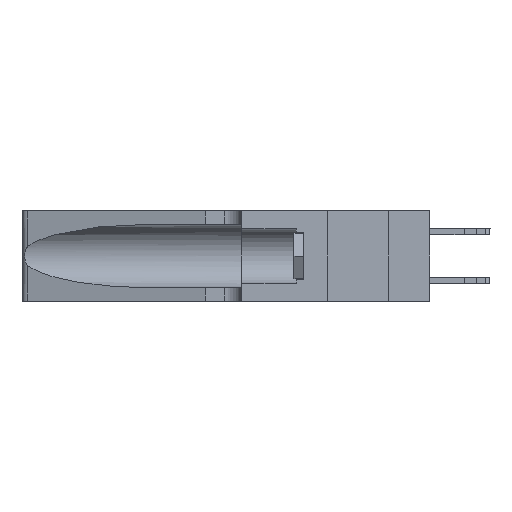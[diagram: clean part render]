
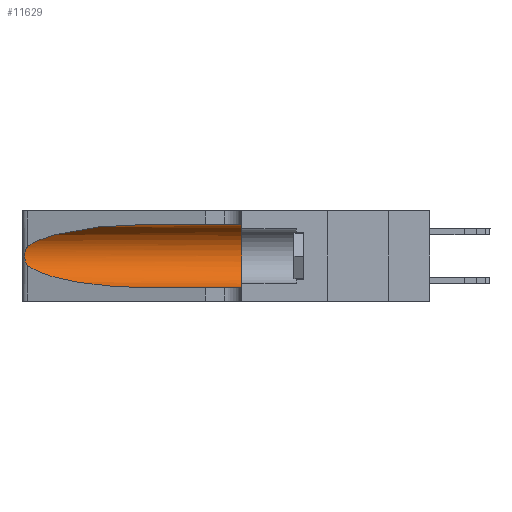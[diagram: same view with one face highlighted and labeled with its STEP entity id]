
A CAD part, left-side view. The second image highlights one B-rep face of the part: STEP entity #11629.
In plain terms, the highlighted cylindrical face has radius 3.308 mm (diameter 6.617 mm), a partial arc.
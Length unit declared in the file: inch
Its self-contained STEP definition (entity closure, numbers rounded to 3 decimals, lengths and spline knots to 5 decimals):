
#17 = EDGE_CURVE ( 'NONE', #20540, #14828, #21361, .T. ) ;
#236 = CARTESIAN_POINT ( 'NONE',  ( 0.25854, 1.2359, 0.20912 ) ) ;
#312 = CARTESIAN_POINT ( 'NONE',  ( 0.26075, 1.23896, 0.178 ) ) ;
#1323 = DIRECTION ( 'NONE',  ( 0., 0., -1. ) ) ;
#1568 = CYLINDRICAL_SURFACE ( 'NONE', #2656, 0.13025 ) ;
#1951 = EDGE_CURVE ( 'NONE', #17317, #6318, #3478, .T. ) ;
#2037 = CARTESIAN_POINT ( 'NONE',  ( 0.25856, 1.23593, 0.16098 ) ) ;
#2656 = AXIS2_PLACEMENT_3D ( 'NONE', #5766, #8898, #1323 ) ;
#2856 = CARTESIAN_POINT ( 'NONE',  ( 0.2373, 1.15595, 0.08982 ) ) ;
#3478 = B_SPLINE_CURVE_WITH_KNOTS ( 'NONE', 3,
 ( #13598, #5202, #16815, #8516, #236, #8446, #10278, #312, #11932, #2037, #10349, #3660, #15290, #20413 ),
 .UNSPECIFIED., .F., .F.,
 ( 4, 2, 2, 2, 2, 2, 4 ),
 ( 0., 0.00027, 0.00053, 0.00107, 0.0016, 0.00187, 0.00214 ),
 .UNSPECIFIED. ) ;
#3660 = CARTESIAN_POINT ( 'NONE',  ( 0.25639, 1.23186, 0.15144 ) ) ;
#3736 =( BOUNDED_CURVE ( )  B_SPLINE_CURVE ( 3, ( #9181, #13969, #17178, #7223 ),
 .UNSPECIFIED., .F., .F. ) 
 B_SPLINE_CURVE_WITH_KNOTS ( ( 4, 4 ),
 ( 1.5708, 2.84003 ),
 .UNSPECIFIED. ) 
 CURVE ( )  GEOMETRIC_REPRESENTATION_ITEM ( )  RATIONAL_B_SPLINE_CURVE ( ( 1., 0.87, 0.87, 1. ) ) 
 REPRESENTATION_ITEM ( '' )  );
#4337 = LINE ( 'NONE', #13767, #7982 ) ;
#4917 = FACE_OUTER_BOUND ( 'NONE', #20459, .T. ) ;
#5202 = CARTESIAN_POINT ( 'NONE',  ( 0.25555, 1.22994, 0.2215 ) ) ;
#5256 = ORIENTED_EDGE ( 'NONE', *, *, #5828, .F. ) ;
#5766 = CARTESIAN_POINT ( 'NONE',  ( 0.1305, 1.61858, 0.185 ) ) ;
#5828 = EDGE_CURVE ( 'NONE', #14828, #10061, #15896, .T. ) ;
#6318 = VERTEX_POINT ( 'NONE', #9642 ) ;
#6337 = CARTESIAN_POINT ( 'NONE',  ( 0.1305, 0.72297, 0.05475 ) ) ;
#6387 = CARTESIAN_POINT ( 'NONE',  ( 0.18966, 0.96281, 0.05475 ) ) ;
#6911 = EDGE_CURVE ( 'NONE', #6318, #17730, #19215, .T. ) ;
#7223 = CARTESIAN_POINT ( 'NONE',  ( 0.25487, 1.22718, 0.22369 ) ) ;
#7781 = CARTESIAN_POINT ( 'NONE',  ( 0.1305, 0.35, 0.05475 ) ) ;
#7907 = AXIS2_PLACEMENT_3D ( 'NONE', #18665, #11139, #12710 ) ;
#7982 = VECTOR ( 'NONE', #15601, 39.37008 ) ;
#8446 = CARTESIAN_POINT ( 'NONE',  ( 0.26018, 1.23835, 0.19895 ) ) ;
#8516 = CARTESIAN_POINT ( 'NONE',  ( 0.25787, 1.23484, 0.2124 ) ) ;
#8898 = DIRECTION ( 'NONE',  ( 0., -1., 0. ) ) ;
#9057 = CARTESIAN_POINT ( 'NONE',  ( 0.1305, 0.72297, 0.31525 ) ) ;
#9181 = CARTESIAN_POINT ( 'NONE',  ( 0.1305, 0.72297, 0.31525 ) ) ;
#9527 = CARTESIAN_POINT ( 'NONE',  ( 0.1305, 0.72297, 0.05475 ) ) ;
#9642 = CARTESIAN_POINT ( 'NONE',  ( 0.25487, 1.22718, 0.14631 ) ) ;
#9801 = DIRECTION ( 'NONE',  ( 0., -1., 0. ) ) ;
#9892 = ORIENTED_EDGE ( 'NONE', *, *, #6911, .T. ) ;
#10061 = VERTEX_POINT ( 'NONE', #7781 ) ;
#10080 = ORIENTED_EDGE ( 'NONE', *, *, #17, .F. ) ;
#10278 = CARTESIAN_POINT ( 'NONE',  ( 0.26075, 1.23896, 0.19203 ) ) ;
#10349 = CARTESIAN_POINT ( 'NONE',  ( 0.25789, 1.23486, 0.15765 ) ) ;
#10882 = ORIENTED_EDGE ( 'NONE', *, *, #15956, .T. ) ;
#11085 = ORIENTED_EDGE ( 'NONE', *, *, #12620, .T. ) ;
#11139 = DIRECTION ( 'NONE',  ( 0., 1., 0. ) ) ;
#11629 = ADVANCED_FACE ( 'NONE', ( #4917 ), #1568, .F. ) ;
#11932 = CARTESIAN_POINT ( 'NONE',  ( 0.26017, 1.23833, 0.17102 ) ) ;
#12620 = EDGE_CURVE ( 'NONE', #17730, #10061, #4337, .T. ) ;
#12710 = DIRECTION ( 'NONE',  ( 0., 0., 1. ) ) ;
#12912 = CARTESIAN_POINT ( 'NONE',  ( 0.25487, 1.22718, 0.14631 ) ) ;
#13204 = CARTESIAN_POINT ( 'NONE',  ( 0.1305, 0.35, 0.31525 ) ) ;
#13598 = CARTESIAN_POINT ( 'NONE',  ( 0.25487, 1.22718, 0.22369 ) ) ;
#13767 = CARTESIAN_POINT ( 'NONE',  ( 0.1305, 1.61858, 0.05475 ) ) ;
#13969 = CARTESIAN_POINT ( 'NONE',  ( 0.18966, 0.96281, 0.31525 ) ) ;
#14828 = VERTEX_POINT ( 'NONE', #13204 ) ;
#15290 = CARTESIAN_POINT ( 'NONE',  ( 0.25555, 1.22993, 0.14849 ) ) ;
#15601 = DIRECTION ( 'NONE',  ( 0., -1., 0. ) ) ;
#15896 = CIRCLE ( 'NONE', #7907, 0.13025 ) ;
#15956 = EDGE_CURVE ( 'NONE', #20540, #17317, #3736, .T. ) ;
#16815 = CARTESIAN_POINT ( 'NONE',  ( 0.25639, 1.23184, 0.21858 ) ) ;
#17178 = CARTESIAN_POINT ( 'NONE',  ( 0.2373, 1.15595, 0.28018 ) ) ;
#17317 = VERTEX_POINT ( 'NONE', #20195 ) ;
#17730 = VERTEX_POINT ( 'NONE', #6337 ) ;
#18240 = CARTESIAN_POINT ( 'NONE',  ( 0.1305, 1.61858, 0.31525 ) ) ;
#18665 = CARTESIAN_POINT ( 'NONE',  ( 0.1305, 0.35, 0.185 ) ) ;
#19215 =( BOUNDED_CURVE ( )  B_SPLINE_CURVE ( 3, ( #12912, #2856, #6387, #9527 ),
 .UNSPECIFIED., .F., .F. ) 
 B_SPLINE_CURVE_WITH_KNOTS ( ( 4, 4 ),
 ( 3.44316, 4.71239 ),
 .UNSPECIFIED. ) 
 CURVE ( )  GEOMETRIC_REPRESENTATION_ITEM ( )  RATIONAL_B_SPLINE_CURVE ( ( 1., 0.87, 0.87, 1. ) ) 
 REPRESENTATION_ITEM ( '' )  );
#20195 = CARTESIAN_POINT ( 'NONE',  ( 0.25487, 1.22718, 0.22369 ) ) ;
#20329 = VECTOR ( 'NONE', #9801, 39.37008 ) ;
#20413 = CARTESIAN_POINT ( 'NONE',  ( 0.25487, 1.22718, 0.14631 ) ) ;
#20459 = EDGE_LOOP ( 'NONE', ( #10882, #20614, #9892, #11085, #5256, #10080 ) ) ;
#20540 = VERTEX_POINT ( 'NONE', #9057 ) ;
#20614 = ORIENTED_EDGE ( 'NONE', *, *, #1951, .T. ) ;
#21361 = LINE ( 'NONE', #18240, #20329 ) ;
